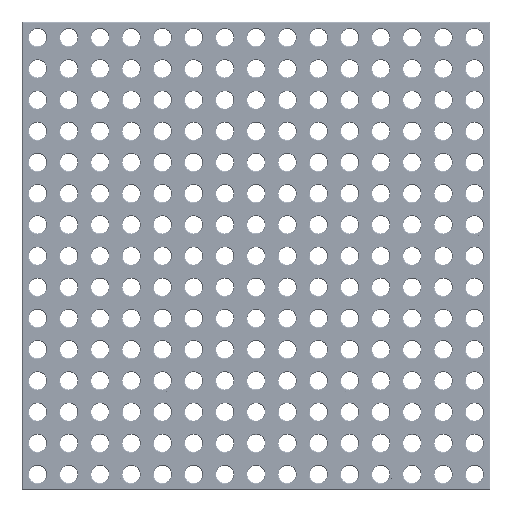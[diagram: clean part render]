
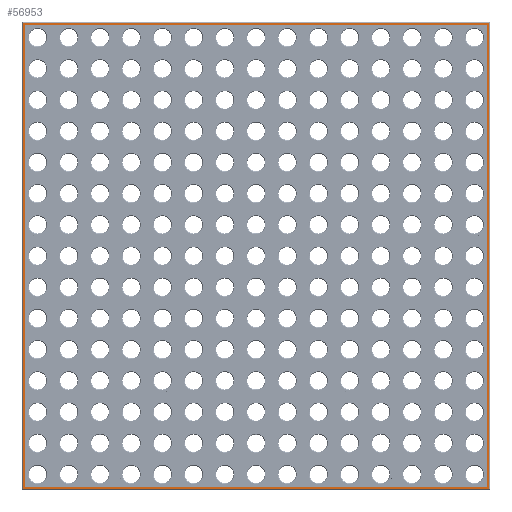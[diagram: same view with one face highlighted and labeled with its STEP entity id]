
A CAD part, top view. The second image highlights one B-rep face of the part: STEP entity #56953.
In plain terms, the highlighted planar face has unit normal (0, 0, 1).
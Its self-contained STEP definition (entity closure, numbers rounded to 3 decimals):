
#100 = PLANE('',#101);
#101 = AXIS2_PLACEMENT_3D('',#102,#103,#104);
#102 = CARTESIAN_POINT('',(-6.25,181.1,2.975));
#103 = DIRECTION('',(0.,0.707,0.707));
#104 = DIRECTION('',(-1.,0.,0.));
#10095 = PLANE('',#10096);
#10096 = AXIS2_PLACEMENT_3D('',#10097,#10098,#10099);
#10097 = CARTESIAN_POINT('',(181.1,181.25,2.975));
#10098 = DIRECTION('',(0.707,0.,0.707
    ));
#10099 = DIRECTION('',(0.,1.,0.));
#11705 = VERTEX_POINT('',#11706);
#11706 = CARTESIAN_POINT('',(-5.95,180.95,3.125));
#11720 = PLANE('',#11721);
#11721 = AXIS2_PLACEMENT_3D('',#11722,#11723,#11724);
#11722 = CARTESIAN_POINT('',(-6.1,-6.25,2.975));
#11723 = DIRECTION('',(-0.707,0.,
    0.707));
#11724 = DIRECTION('',(0.,-1.,0.));
#11734 = VERTEX_POINT('',#11735);
#11735 = CARTESIAN_POINT('',(180.95,180.95,3.125));
#11756 = EDGE_CURVE('',#11705,#11734,#11757,.T.);
#11757 = SURFACE_CURVE('',#11758,(#11762,#11769),.PCURVE_S1.);
#11758 = LINE('',#11759,#11760);
#11759 = CARTESIAN_POINT('',(-6.25,180.95,3.125));
#11760 = VECTOR('',#11761,1.);
#11761 = DIRECTION('',(1.,0.,0.));
#11762 = PCURVE('',#100,#11763);
#11763 = DEFINITIONAL_REPRESENTATION('',(#11764),#11768);
#11764 = LINE('',#11765,#11766);
#11765 = CARTESIAN_POINT('',(0.,0.212));
#11766 = VECTOR('',#11767,1.);
#11767 = DIRECTION('',(-1.,0.));
#11768 = ( GEOMETRIC_REPRESENTATION_CONTEXT(2) 
PARAMETRIC_REPRESENTATION_CONTEXT() REPRESENTATION_CONTEXT('2D SPACE',''
  ) );
#11769 = PCURVE('',#11770,#11775);
#11770 = PLANE('',#11771);
#11771 = AXIS2_PLACEMENT_3D('',#11772,#11773,#11774);
#11772 = CARTESIAN_POINT('',(87.5,87.5,3.125));
#11773 = DIRECTION('',(0.,0.,1.));
#11774 = DIRECTION('',(1.,0.,0.));
#11775 = DEFINITIONAL_REPRESENTATION('',(#11776),#11780);
#11776 = LINE('',#11777,#11778);
#11777 = CARTESIAN_POINT('',(-93.75,93.45));
#11778 = VECTOR('',#11779,1.);
#11779 = DIRECTION('',(1.,0.));
#11780 = ( GEOMETRIC_REPRESENTATION_CONTEXT(2) 
PARAMETRIC_REPRESENTATION_CONTEXT() REPRESENTATION_CONTEXT('2D SPACE',''
  ) );
#55487 = PLANE('',#55488);
#55488 = AXIS2_PLACEMENT_3D('',#55489,#55490,#55491);
#55489 = CARTESIAN_POINT('',(181.25,-6.1,2.975));
#55490 = DIRECTION('',(0.,-0.707,
    0.707));
#55491 = DIRECTION('',(-1.,0.,0.));
#56862 = VERTEX_POINT('',#56863);
#56863 = CARTESIAN_POINT('',(180.95,-5.95,3.125));
#56884 = EDGE_CURVE('',#11734,#56862,#56885,.T.);
#56885 = SURFACE_CURVE('',#56886,(#56890,#56897),.PCURVE_S1.);
#56886 = LINE('',#56887,#56888);
#56887 = CARTESIAN_POINT('',(180.95,181.25,3.125));
#56888 = VECTOR('',#56889,1.);
#56889 = DIRECTION('',(0.,-1.,0.));
#56890 = PCURVE('',#10095,#56891);
#56891 = DEFINITIONAL_REPRESENTATION('',(#56892),#56896);
#56892 = LINE('',#56893,#56894);
#56893 = CARTESIAN_POINT('',(0.,0.212));
#56894 = VECTOR('',#56895,1.);
#56895 = DIRECTION('',(-1.,0.));
#56896 = ( GEOMETRIC_REPRESENTATION_CONTEXT(2) 
PARAMETRIC_REPRESENTATION_CONTEXT() REPRESENTATION_CONTEXT('2D SPACE',''
  ) );
#56897 = PCURVE('',#11770,#56898);
#56898 = DEFINITIONAL_REPRESENTATION('',(#56899),#56903);
#56899 = LINE('',#56900,#56901);
#56900 = CARTESIAN_POINT('',(93.45,93.75));
#56901 = VECTOR('',#56902,1.);
#56902 = DIRECTION('',(0.,-1.));
#56903 = ( GEOMETRIC_REPRESENTATION_CONTEXT(2) 
PARAMETRIC_REPRESENTATION_CONTEXT() REPRESENTATION_CONTEXT('2D SPACE',''
  ) );
#56909 = VERTEX_POINT('',#56910);
#56910 = CARTESIAN_POINT('',(-5.95,-5.95,3.125));
#56933 = EDGE_CURVE('',#56909,#11705,#56934,.T.);
#56934 = SURFACE_CURVE('',#56935,(#56939,#56946),.PCURVE_S1.);
#56935 = LINE('',#56936,#56937);
#56936 = CARTESIAN_POINT('',(-5.95,-6.25,3.125));
#56937 = VECTOR('',#56938,1.);
#56938 = DIRECTION('',(0.,1.,0.));
#56939 = PCURVE('',#11720,#56940);
#56940 = DEFINITIONAL_REPRESENTATION('',(#56941),#56945);
#56941 = LINE('',#56942,#56943);
#56942 = CARTESIAN_POINT('',(0.,0.212));
#56943 = VECTOR('',#56944,1.);
#56944 = DIRECTION('',(-1.,0.));
#56945 = ( GEOMETRIC_REPRESENTATION_CONTEXT(2) 
PARAMETRIC_REPRESENTATION_CONTEXT() REPRESENTATION_CONTEXT('2D SPACE',''
  ) );
#56946 = PCURVE('',#11770,#56947);
#56947 = DEFINITIONAL_REPRESENTATION('',(#56948),#56952);
#56948 = LINE('',#56949,#56950);
#56949 = CARTESIAN_POINT('',(-93.45,-93.75));
#56950 = VECTOR('',#56951,1.);
#56951 = DIRECTION('',(0.,1.));
#56952 = ( GEOMETRIC_REPRESENTATION_CONTEXT(2) 
PARAMETRIC_REPRESENTATION_CONTEXT() REPRESENTATION_CONTEXT('2D SPACE',''
  ) );
#56953 = ADVANCED_FACE('',(#56954,#56980),#11770,.T.);
#56954 = FACE_BOUND('',#56955,.T.);
#56955 = EDGE_LOOP('',(#56956,#56977,#56978,#56979));
#56956 = ORIENTED_EDGE('',*,*,#56957,.F.);
#56957 = EDGE_CURVE('',#56862,#56909,#56958,.T.);
#56958 = SURFACE_CURVE('',#56959,(#56963,#56970),.PCURVE_S1.);
#56959 = LINE('',#56960,#56961);
#56960 = CARTESIAN_POINT('',(181.25,-5.95,3.125));
#56961 = VECTOR('',#56962,1.);
#56962 = DIRECTION('',(-1.,0.,0.));
#56963 = PCURVE('',#11770,#56964);
#56964 = DEFINITIONAL_REPRESENTATION('',(#56965),#56969);
#56965 = LINE('',#56966,#56967);
#56966 = CARTESIAN_POINT('',(93.75,-93.45));
#56967 = VECTOR('',#56968,1.);
#56968 = DIRECTION('',(-1.,0.));
#56969 = ( GEOMETRIC_REPRESENTATION_CONTEXT(2) 
PARAMETRIC_REPRESENTATION_CONTEXT() REPRESENTATION_CONTEXT('2D SPACE',''
  ) );
#56970 = PCURVE('',#55487,#56971);
#56971 = DEFINITIONAL_REPRESENTATION('',(#56972),#56976);
#56972 = LINE('',#56973,#56974);
#56973 = CARTESIAN_POINT('',(0.,-0.212));
#56974 = VECTOR('',#56975,1.);
#56975 = DIRECTION('',(1.,0.));
#56976 = ( GEOMETRIC_REPRESENTATION_CONTEXT(2) 
PARAMETRIC_REPRESENTATION_CONTEXT() REPRESENTATION_CONTEXT('2D SPACE',''
  ) );
#56977 = ORIENTED_EDGE('',*,*,#56884,.F.);
#56978 = ORIENTED_EDGE('',*,*,#11756,.F.);
#56979 = ORIENTED_EDGE('',*,*,#56933,.F.);
#56980 = FACE_BOUND('',#56981,.T.);
#56981 = EDGE_LOOP('',(#56982,#57012,#57040,#57068));
#56982 = ORIENTED_EDGE('',*,*,#56983,.T.);
#56983 = EDGE_CURVE('',#56984,#56986,#56988,.T.);
#56984 = VERTEX_POINT('',#56985);
#56985 = CARTESIAN_POINT('',(-5.15,-5.15,3.125));
#56986 = VERTEX_POINT('',#56987);
#56987 = CARTESIAN_POINT('',(-5.15,180.15,3.125));
#56988 = SURFACE_CURVE('',#56989,(#56993,#57000),.PCURVE_S1.);
#56989 = LINE('',#56990,#56991);
#56990 = CARTESIAN_POINT('',(-5.15,-5.15,3.125));
#56991 = VECTOR('',#56992,1.);
#56992 = DIRECTION('',(0.,1.,0.));
#56993 = PCURVE('',#11770,#56994);
#56994 = DEFINITIONAL_REPRESENTATION('',(#56995),#56999);
#56995 = LINE('',#56996,#56997);
#56996 = CARTESIAN_POINT('',(-92.65,-92.65));
#56997 = VECTOR('',#56998,1.);
#56998 = DIRECTION('',(0.,1.));
#56999 = ( GEOMETRIC_REPRESENTATION_CONTEXT(2) 
PARAMETRIC_REPRESENTATION_CONTEXT() REPRESENTATION_CONTEXT('2D SPACE',''
  ) );
#57000 = PCURVE('',#57001,#57006);
#57001 = PLANE('',#57002);
#57002 = AXIS2_PLACEMENT_3D('',#57003,#57004,#57005);
#57003 = CARTESIAN_POINT('',(-5.15,-5.15,3.125));
#57004 = DIRECTION('',(1.,0.,0.));
#57005 = DIRECTION('',(0.,1.,0.));
#57006 = DEFINITIONAL_REPRESENTATION('',(#57007),#57011);
#57007 = LINE('',#57008,#57009);
#57008 = CARTESIAN_POINT('',(0.,0.));
#57009 = VECTOR('',#57010,1.);
#57010 = DIRECTION('',(1.,0.));
#57011 = ( GEOMETRIC_REPRESENTATION_CONTEXT(2) 
PARAMETRIC_REPRESENTATION_CONTEXT() REPRESENTATION_CONTEXT('2D SPACE',''
  ) );
#57012 = ORIENTED_EDGE('',*,*,#57013,.T.);
#57013 = EDGE_CURVE('',#56986,#57014,#57016,.T.);
#57014 = VERTEX_POINT('',#57015);
#57015 = CARTESIAN_POINT('',(180.15,180.15,3.125));
#57016 = SURFACE_CURVE('',#57017,(#57021,#57028),.PCURVE_S1.);
#57017 = LINE('',#57018,#57019);
#57018 = CARTESIAN_POINT('',(-5.15,180.15,3.125));
#57019 = VECTOR('',#57020,1.);
#57020 = DIRECTION('',(1.,0.,0.));
#57021 = PCURVE('',#11770,#57022);
#57022 = DEFINITIONAL_REPRESENTATION('',(#57023),#57027);
#57023 = LINE('',#57024,#57025);
#57024 = CARTESIAN_POINT('',(-92.65,92.65));
#57025 = VECTOR('',#57026,1.);
#57026 = DIRECTION('',(1.,0.));
#57027 = ( GEOMETRIC_REPRESENTATION_CONTEXT(2) 
PARAMETRIC_REPRESENTATION_CONTEXT() REPRESENTATION_CONTEXT('2D SPACE',''
  ) );
#57028 = PCURVE('',#57029,#57034);
#57029 = PLANE('',#57030);
#57030 = AXIS2_PLACEMENT_3D('',#57031,#57032,#57033);
#57031 = CARTESIAN_POINT('',(-5.15,180.15,3.125));
#57032 = DIRECTION('',(0.,-1.,0.));
#57033 = DIRECTION('',(1.,0.,0.));
#57034 = DEFINITIONAL_REPRESENTATION('',(#57035),#57039);
#57035 = LINE('',#57036,#57037);
#57036 = CARTESIAN_POINT('',(0.,0.));
#57037 = VECTOR('',#57038,1.);
#57038 = DIRECTION('',(1.,0.));
#57039 = ( GEOMETRIC_REPRESENTATION_CONTEXT(2) 
PARAMETRIC_REPRESENTATION_CONTEXT() REPRESENTATION_CONTEXT('2D SPACE',''
  ) );
#57040 = ORIENTED_EDGE('',*,*,#57041,.T.);
#57041 = EDGE_CURVE('',#57014,#57042,#57044,.T.);
#57042 = VERTEX_POINT('',#57043);
#57043 = CARTESIAN_POINT('',(180.15,-5.15,3.125));
#57044 = SURFACE_CURVE('',#57045,(#57049,#57056),.PCURVE_S1.);
#57045 = LINE('',#57046,#57047);
#57046 = CARTESIAN_POINT('',(180.15,180.15,3.125));
#57047 = VECTOR('',#57048,1.);
#57048 = DIRECTION('',(0.,-1.,0.));
#57049 = PCURVE('',#11770,#57050);
#57050 = DEFINITIONAL_REPRESENTATION('',(#57051),#57055);
#57051 = LINE('',#57052,#57053);
#57052 = CARTESIAN_POINT('',(92.65,92.65));
#57053 = VECTOR('',#57054,1.);
#57054 = DIRECTION('',(0.,-1.));
#57055 = ( GEOMETRIC_REPRESENTATION_CONTEXT(2) 
PARAMETRIC_REPRESENTATION_CONTEXT() REPRESENTATION_CONTEXT('2D SPACE',''
  ) );
#57056 = PCURVE('',#57057,#57062);
#57057 = PLANE('',#57058);
#57058 = AXIS2_PLACEMENT_3D('',#57059,#57060,#57061);
#57059 = CARTESIAN_POINT('',(180.15,180.15,3.125));
#57060 = DIRECTION('',(-1.,0.,0.));
#57061 = DIRECTION('',(0.,-1.,0.));
#57062 = DEFINITIONAL_REPRESENTATION('',(#57063),#57067);
#57063 = LINE('',#57064,#57065);
#57064 = CARTESIAN_POINT('',(0.,0.));
#57065 = VECTOR('',#57066,1.);
#57066 = DIRECTION('',(1.,0.));
#57067 = ( GEOMETRIC_REPRESENTATION_CONTEXT(2) 
PARAMETRIC_REPRESENTATION_CONTEXT() REPRESENTATION_CONTEXT('2D SPACE',''
  ) );
#57068 = ORIENTED_EDGE('',*,*,#57069,.T.);
#57069 = EDGE_CURVE('',#57042,#56984,#57070,.T.);
#57070 = SURFACE_CURVE('',#57071,(#57075,#57082),.PCURVE_S1.);
#57071 = LINE('',#57072,#57073);
#57072 = CARTESIAN_POINT('',(180.15,-5.15,3.125));
#57073 = VECTOR('',#57074,1.);
#57074 = DIRECTION('',(-1.,0.,0.));
#57075 = PCURVE('',#11770,#57076);
#57076 = DEFINITIONAL_REPRESENTATION('',(#57077),#57081);
#57077 = LINE('',#57078,#57079);
#57078 = CARTESIAN_POINT('',(92.65,-92.65));
#57079 = VECTOR('',#57080,1.);
#57080 = DIRECTION('',(-1.,0.));
#57081 = ( GEOMETRIC_REPRESENTATION_CONTEXT(2) 
PARAMETRIC_REPRESENTATION_CONTEXT() REPRESENTATION_CONTEXT('2D SPACE',''
  ) );
#57082 = PCURVE('',#57083,#57088);
#57083 = PLANE('',#57084);
#57084 = AXIS2_PLACEMENT_3D('',#57085,#57086,#57087);
#57085 = CARTESIAN_POINT('',(180.15,-5.15,3.125));
#57086 = DIRECTION('',(0.,1.,0.));
#57087 = DIRECTION('',(-1.,0.,0.));
#57088 = DEFINITIONAL_REPRESENTATION('',(#57089),#57093);
#57089 = LINE('',#57090,#57091);
#57090 = CARTESIAN_POINT('',(0.,0.));
#57091 = VECTOR('',#57092,1.);
#57092 = DIRECTION('',(1.,0.));
#57093 = ( GEOMETRIC_REPRESENTATION_CONTEXT(2) 
PARAMETRIC_REPRESENTATION_CONTEXT() REPRESENTATION_CONTEXT('2D SPACE',''
  ) );
